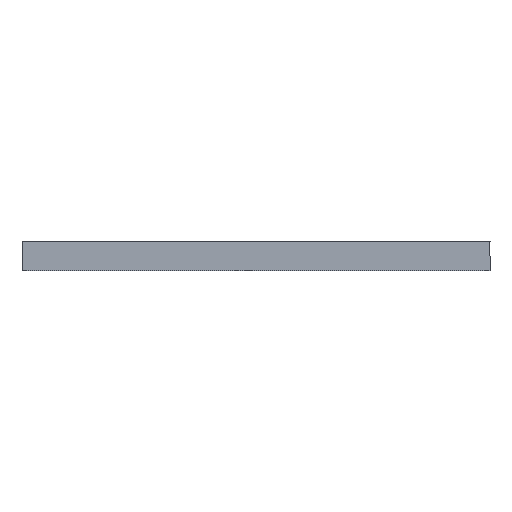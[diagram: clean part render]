
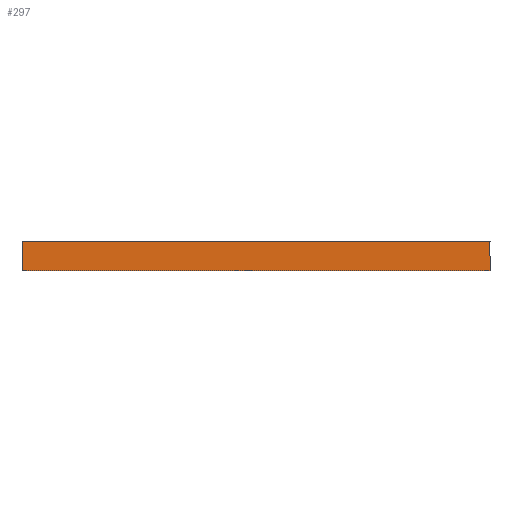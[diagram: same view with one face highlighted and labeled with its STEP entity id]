
A CAD part, front view. The second image highlights one B-rep face of the part: STEP entity #297.
In plain terms, the highlighted planar face has unit normal (0, -1, 0).
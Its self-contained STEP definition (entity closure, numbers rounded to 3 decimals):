
#2 = LINE ( 'NONE', #482, #645 ) ;
#13 = VERTEX_POINT ( 'NONE', #641 ) ;
#29 = CARTESIAN_POINT ( 'NONE',  ( 0., 0., -1033.033 ) ) ;
#43 = DIRECTION ( 'NONE',  ( 1., 0., 0. ) ) ;
#60 = DIRECTION ( 'NONE',  ( 0., 0., 1. ) ) ;
#63 = EDGE_CURVE ( 'NONE', #13, #425, #489, .T. ) ;
#76 = DIRECTION ( 'NONE',  ( 0., 0., -1. ) ) ;
#101 = LINE ( 'NONE', #29, #341 ) ;
#180 = EDGE_LOOP ( 'NONE', ( #589, #534, #340, #564 ) ) ;
#189 = CARTESIAN_POINT ( 'NONE',  ( -300., 0., -1033.033 ) ) ;
#196 = CARTESIAN_POINT ( 'NONE',  ( 0., 0., -1033.033 ) ) ;
#205 = VERTEX_POINT ( 'NONE', #329 ) ;
#228 = PLANE ( 'NONE',  #574 ) ;
#247 = EDGE_CURVE ( 'NONE', #425, #205, #101, .T. ) ;
#277 = VECTOR ( 'NONE', #76, 1000. ) ;
#297 = ADVANCED_FACE ( 'NONE', ( #756 ), #228, .F. ) ;
#298 = LINE ( 'NONE', #196, #580 ) ;
#329 = CARTESIAN_POINT ( 'NONE',  ( 0., 0., -1033.033 ) ) ;
#340 = ORIENTED_EDGE ( 'NONE', *, *, #63, .T. ) ;
#341 = VECTOR ( 'NONE', #43, 1000. ) ;
#387 = EDGE_CURVE ( 'NONE', #205, #411, #298, .T. ) ;
#411 = VERTEX_POINT ( 'NONE', #734 ) ;
#425 = VERTEX_POINT ( 'NONE', #551 ) ;
#460 = DIRECTION ( 'NONE',  ( 0., 0., 1. ) ) ;
#482 = CARTESIAN_POINT ( 'NONE',  ( 0., 0., -1014.033 ) ) ;
#489 = LINE ( 'NONE', #189, #277 ) ;
#534 = ORIENTED_EDGE ( 'NONE', *, *, #728, .T. ) ;
#551 = CARTESIAN_POINT ( 'NONE',  ( -300., 0., -1033.033 ) ) ;
#564 = ORIENTED_EDGE ( 'NONE', *, *, #247, .T. ) ;
#574 = AXIS2_PLACEMENT_3D ( 'NONE', #702, #685, #460 ) ;
#580 = VECTOR ( 'NONE', #60, 1000. ) ;
#589 = ORIENTED_EDGE ( 'NONE', *, *, #387, .T. ) ;
#641 = CARTESIAN_POINT ( 'NONE',  ( -300., 0., -1014.033 ) ) ;
#645 = VECTOR ( 'NONE', #646, 1000. ) ;
#646 = DIRECTION ( 'NONE',  ( -1., 0., 0. ) ) ;
#685 = DIRECTION ( 'NONE',  ( 0., 1., 0. ) ) ;
#702 = CARTESIAN_POINT ( 'NONE',  ( 0., 0., 0. ) ) ;
#728 = EDGE_CURVE ( 'NONE', #411, #13, #2, .T. ) ;
#734 = CARTESIAN_POINT ( 'NONE',  ( 0., 0., -1014.033 ) ) ;
#756 = FACE_OUTER_BOUND ( 'NONE', #180, .T. ) ;
